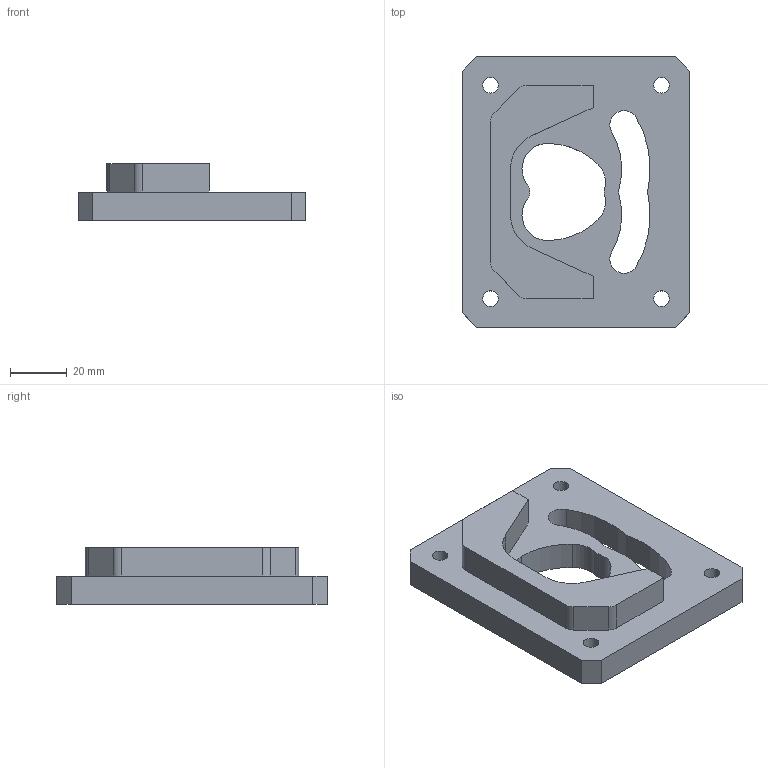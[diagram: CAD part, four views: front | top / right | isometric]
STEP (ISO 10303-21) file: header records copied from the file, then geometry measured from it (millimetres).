
FILE_DESCRIPTION (( 'STEP AP203' ), '1' );
FILE_NAME ('MFR1-PD-002-A.STEP', '2019-11-18T20:14:29', ( '' ), ( '' ), 'SwSTEP 2.0', 'SolidWorks 2015', '' );
FILE_SCHEMA (( 'CONFIG_CONTROL_DESIGN' ));
Length unit declared in the file: millimetre
Products named in the file (1): MFR1-PD-002-A
Bounding box: 80 x 95 x 20 mm (x, y, z)
Volume: 72206.9 mm3; surface area: 21293 mm2
Topology: 1 solids, 1 shells, 67 faces, 180 edges, 120 vertices
Faces by surface type: cylinder 42, plane 25
Entity records: 2239 total; most frequent: DIRECTION 400, CARTESIAN_POINT 368, ORIENTED_EDGE 360, EDGE_CURVE 180, AXIS2_PLACEMENT_3D 152, VERTEX_POINT 120, VECTOR 96, LINE 96
